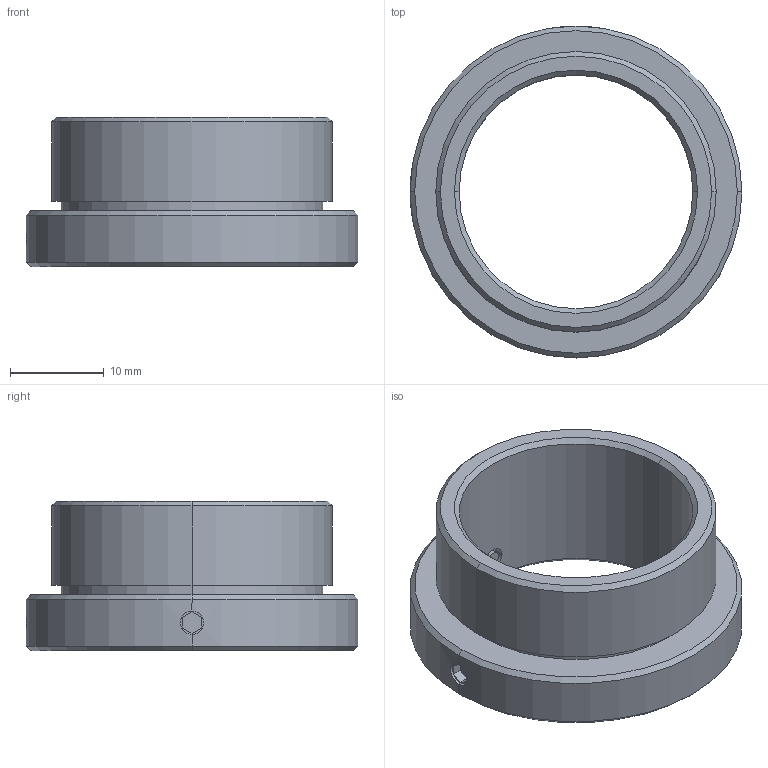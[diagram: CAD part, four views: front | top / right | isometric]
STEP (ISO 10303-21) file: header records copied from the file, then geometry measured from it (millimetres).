
FILE_DESCRIPTION (( 'STEP AP203' ), '1' );
FILE_NAME ('GCT-031003 俋倛芞.STEP', '2017-07-26T02:51:42', ( 'Lxtx999.CoM' ), ( 'Lxtx999.CoM' ), 'SwSTEP 2.0', 'SolidWorks 2012', '' );
FILE_SCHEMA (( 'CONFIG_CONTROL_DESIGN' ));
Length unit declared in the file: centimetre
Products named in the file (1): GCT-031003 俋倛芞
Bounding box: 35.5 x 35.5 x 16 mm (x, y, z)
Surface area: 3928.5 mm2 (no closed solid volume)
Topology: 0 solids, 7 shells, 49 faces, 118 edges, 78 vertices
Faces by surface type: plane 23, cylinder 16, cone 10
Entity records: 1641 total; most frequent: CARTESIAN_POINT 394, DIRECTION 256, ORIENTED_EDGE 216, EDGE_CURVE 118, AXIS2_PLACEMENT_3D 96, VERTEX_POINT 78, LINE 64, VECTOR 64
